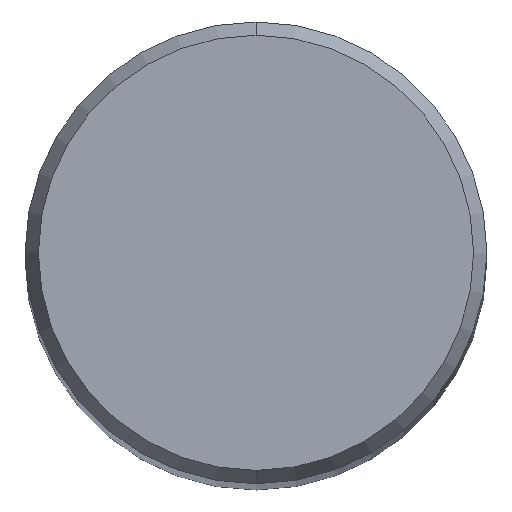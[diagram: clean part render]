
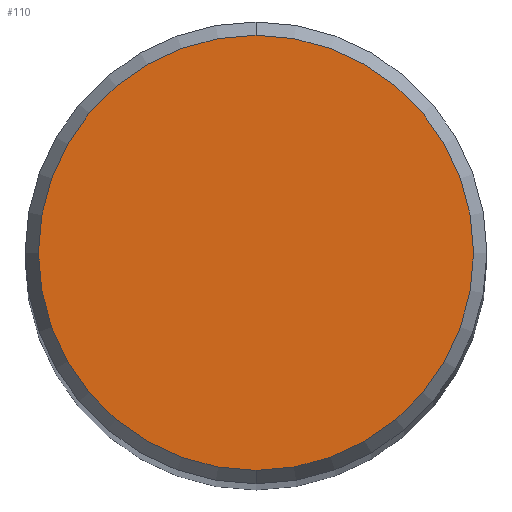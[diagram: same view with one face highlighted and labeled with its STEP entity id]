
A CAD part, top view. The second image highlights one B-rep face of the part: STEP entity #110.
In plain terms, the highlighted planar face has unit normal (0, 0, 1).
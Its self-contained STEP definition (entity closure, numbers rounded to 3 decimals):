
#72=EDGE_CURVE('',#78,#84,#176,.T.);
#76=EDGE_CURVE('',#84,#78,#180,.T.);
#78=VERTEX_POINT('',#182);
#84=VERTEX_POINT('',#188);
#110=ADVANCED_FACE('',(#218),#219,.T.);
#176=CIRCLE('',#287,3.746);
#180=CIRCLE('',#293,3.746);
#182=CARTESIAN_POINT('',(0.,-3.746,0.0));
#188=CARTESIAN_POINT('',(0.0,3.746,0.0));
#218=FACE_OUTER_BOUND('',#343,.T.);
#219=PLANE('',#344);
#287=AXIS2_PLACEMENT_3D('',#407,#408,#409);
#293=AXIS2_PLACEMENT_3D('',#413,#414,#415);
#343=EDGE_LOOP('',(#465,#466));
#344=AXIS2_PLACEMENT_3D('',#467,#468,#469);
#407=CARTESIAN_POINT('',(0.0,0.0,0.0));
#408=DIRECTION('',(0.0,0.0,-1.0));
#409=DIRECTION('',(0.0,1.0,0.0));
#413=CARTESIAN_POINT('',(0.0,0.0,0.0));
#414=DIRECTION('',(0.0,0.0,-1.0));
#415=DIRECTION('',(0.0,1.0,0.0));
#465=ORIENTED_EDGE('',*,*,#76,.F.);
#466=ORIENTED_EDGE('',*,*,#72,.F.);
#467=CARTESIAN_POINT('',(0.0,1.873,0.0));
#468=DIRECTION('',(-0.0,0.0,1.0));
#469=DIRECTION('',(0.0,-1.0,0.0));
